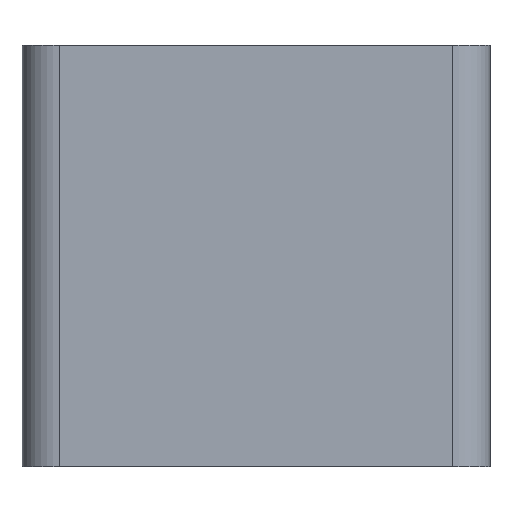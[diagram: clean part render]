
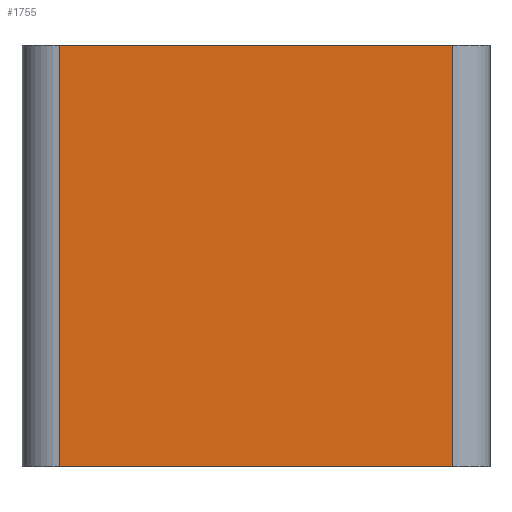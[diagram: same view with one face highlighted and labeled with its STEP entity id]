
A CAD part, left-side view. The second image highlights one B-rep face of the part: STEP entity #1755.
In plain terms, the highlighted planar face has unit normal (-1, 0, 0).
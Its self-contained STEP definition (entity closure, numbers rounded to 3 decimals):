
#209 = AXIS2_PLACEMENT_3D ( 'NONE', #605, #604, #603 ) ;
#399 = FACE_OUTER_BOUND ( 'NONE', #1287, .T. ) ;
#496 = PLANE ( 'NONE',  #209 ) ;
#603 = DIRECTION ( 'NONE',  ( 0., 0., -1. ) ) ;
#604 = DIRECTION ( 'NONE',  ( 1., 0., 0. ) ) ;
#605 = CARTESIAN_POINT ( 'NONE',  ( -30., 4., 22.5 ) ) ;
#843 = VECTOR ( 'NONE', #1498, 1000. ) ;
#883 = LINE ( 'NONE', #1157, #1832 ) ;
#887 = ORIENTED_EDGE ( 'NONE', *, *, #1642, .T. ) ;
#939 = DIRECTION ( 'NONE',  ( 0., -1., 0. ) ) ;
#970 = LINE ( 'NONE', #1586, #1784 ) ;
#1065 = ORIENTED_EDGE ( 'NONE', *, *, #1699, .T. ) ;
#1069 = ORIENTED_EDGE ( 'NONE', *, *, #1734, .F. ) ;
#1109 = ORIENTED_EDGE ( 'NONE', *, *, #1735, .F. ) ;
#1157 = CARTESIAN_POINT ( 'NONE',  ( -30., 4., -22.5 ) ) ;
#1238 = VERTEX_POINT ( 'NONE', #1300 ) ;
#1245 = VERTEX_POINT ( 'NONE', #1297 ) ;
#1254 = VERTEX_POINT ( 'NONE', #1262 ) ;
#1262 = CARTESIAN_POINT ( 'NONE',  ( -30., 46., -22.5 ) ) ;
#1280 = VERTEX_POINT ( 'NONE', #1542 ) ;
#1287 = EDGE_LOOP ( 'NONE', ( #1065, #1069, #1109, #887 ) ) ;
#1297 = CARTESIAN_POINT ( 'NONE',  ( -30., 46., 22.5 ) ) ;
#1300 = CARTESIAN_POINT ( 'NONE',  ( -30., 4., 22.5 ) ) ;
#1498 = DIRECTION ( 'NONE',  ( 0., 0., -1. ) ) ;
#1505 = LINE ( 'NONE', #1508, #843 ) ;
#1508 = CARTESIAN_POINT ( 'NONE',  ( -30., 46., 22.5 ) ) ;
#1542 = CARTESIAN_POINT ( 'NONE',  ( -30., 4., -22.5 ) ) ;
#1586 = CARTESIAN_POINT ( 'NONE',  ( -30., 4., 22.5 ) ) ;
#1589 = DIRECTION ( 'NONE',  ( 0., 0., -1. ) ) ;
#1590 = CARTESIAN_POINT ( 'NONE',  ( -30., 4., 22.5 ) ) ;
#1592 = LINE ( 'NONE', #1590, #1781 ) ;
#1626 = DIRECTION ( 'NONE',  ( 0., -1., 0. ) ) ;
#1642 = EDGE_CURVE ( 'NONE', #1245, #1254, #1505, .T. ) ;
#1699 = EDGE_CURVE ( 'NONE', #1254, #1280, #883, .T. ) ;
#1734 = EDGE_CURVE ( 'NONE', #1238, #1280, #1592, .T. ) ;
#1735 = EDGE_CURVE ( 'NONE', #1245, #1238, #970, .T. ) ;
#1755 = ADVANCED_FACE ( 'NONE', ( #399 ), #496, .F. ) ;
#1781 = VECTOR ( 'NONE', #1589, 1000. ) ;
#1784 = VECTOR ( 'NONE', #1626, 1000. ) ;
#1832 = VECTOR ( 'NONE', #939, 1000. ) ;
